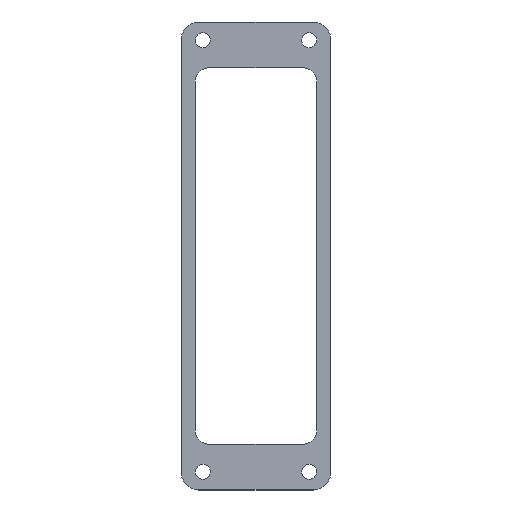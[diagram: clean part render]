
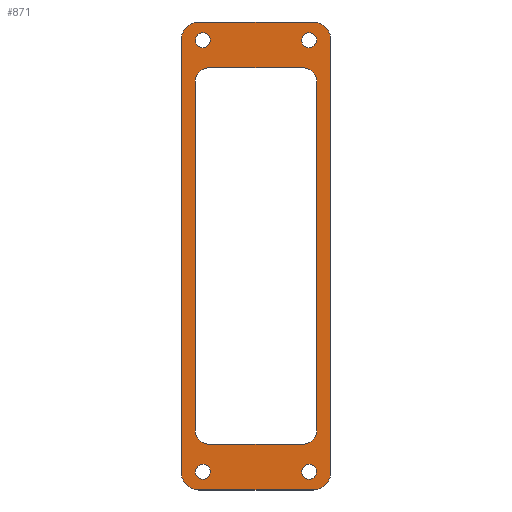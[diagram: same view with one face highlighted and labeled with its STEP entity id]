
A CAD part, top view. The second image highlights one B-rep face of the part: STEP entity #871.
In plain terms, the highlighted planar face has unit normal (0, 0, 1).
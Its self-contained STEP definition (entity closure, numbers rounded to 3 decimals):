
#62=AXIS2_PLACEMENT_3D('Circle Axis2P3D',#60,#61,$) ;
#87=AXIS2_PLACEMENT_3D('Circle Axis2P3D',#85,#86,$) ;
#128=AXIS2_PLACEMENT_3D('Circle Axis2P3D',#126,#127,$) ;
#146=AXIS2_PLACEMENT_3D('Circle Axis2P3D',#144,#145,$) ;
#187=AXIS2_PLACEMENT_3D('Circle Axis2P3D',#185,#186,$) ;
#205=AXIS2_PLACEMENT_3D('Circle Axis2P3D',#203,#204,$) ;
#246=AXIS2_PLACEMENT_3D('Circle Axis2P3D',#244,#245,$) ;
#264=AXIS2_PLACEMENT_3D('Circle Axis2P3D',#262,#263,$) ;
#323=AXIS2_PLACEMENT_3D('Circle Axis2P3D',#321,#322,$) ;
#355=AXIS2_PLACEMENT_3D('Circle Axis2P3D',#353,#354,$) ;
#451=AXIS2_PLACEMENT_3D('Circle Axis2P3D',#449,#450,$) ;
#483=AXIS2_PLACEMENT_3D('Circle Axis2P3D',#481,#482,$) ;
#561=AXIS2_PLACEMENT_3D('Circle Axis2P3D',#559,#560,$) ;
#657=AXIS2_PLACEMENT_3D('Circle Axis2P3D',#655,#656,$) ;
#689=AXIS2_PLACEMENT_3D('Circle Axis2P3D',#687,#688,$) ;
#776=AXIS2_PLACEMENT_3D('Circle Axis2P3D',#774,#775,$) ;
#833=AXIS2_PLACEMENT_3D('Plane Axis2P3D',#830,#831,#832) ;
#43=CARTESIAN_POINT('Vertex',(5.421,133.525,1.5)) ;
#57=CARTESIAN_POINT('Vertex',(7.579,137.475,1.5)) ;
#60=CARTESIAN_POINT('Axis2P3D Location',(6.5,135.5,1.5)) ;
#85=CARTESIAN_POINT('Axis2P3D Location',(6.5,135.5,1.5)) ;
#109=CARTESIAN_POINT('Vertex',(39.579,7.475,1.5)) ;
#123=CARTESIAN_POINT('Vertex',(37.421,3.525,1.5)) ;
#126=CARTESIAN_POINT('Axis2P3D Location',(38.5,5.5,1.5)) ;
#144=CARTESIAN_POINT('Axis2P3D Location',(38.5,5.5,1.5)) ;
#168=CARTESIAN_POINT('Vertex',(37.421,133.525,1.5)) ;
#182=CARTESIAN_POINT('Vertex',(39.579,137.475,1.5)) ;
#185=CARTESIAN_POINT('Axis2P3D Location',(38.5,135.5,1.5)) ;
#203=CARTESIAN_POINT('Axis2P3D Location',(38.5,135.5,1.5)) ;
#227=CARTESIAN_POINT('Vertex',(5.421,3.525,1.5)) ;
#241=CARTESIAN_POINT('Vertex',(7.579,7.475,1.5)) ;
#244=CARTESIAN_POINT('Axis2P3D Location',(6.5,5.5,1.5)) ;
#262=CARTESIAN_POINT('Axis2P3D Location',(6.5,5.5,1.5)) ;
#280=CARTESIAN_POINT('Line Origine',(45.,70.5,1.5)) ;
#284=CARTESIAN_POINT('Vertex',(45.,135.75,1.5)) ;
#286=CARTESIAN_POINT('Vertex',(45.,5.25,1.5)) ;
#321=CARTESIAN_POINT('Axis2P3D Location',(39.75,5.25,1.5)) ;
#325=CARTESIAN_POINT('Vertex',(39.75,0.,1.5)) ;
#353=CARTESIAN_POINT('Axis2P3D Location',(39.75,135.75,1.5)) ;
#357=CARTESIAN_POINT('Vertex',(39.75,141.,1.5)) ;
#385=CARTESIAN_POINT('Line Origine',(22.5,0.,1.5)) ;
#389=CARTESIAN_POINT('Vertex',(5.25,0.,1.5)) ;
#417=CARTESIAN_POINT('Line Origine',(22.5,141.,1.5)) ;
#421=CARTESIAN_POINT('Vertex',(5.25,141.,1.5)) ;
#449=CARTESIAN_POINT('Axis2P3D Location',(5.25,5.25,1.5)) ;
#453=CARTESIAN_POINT('Vertex',(0.,5.25,1.5)) ;
#481=CARTESIAN_POINT('Axis2P3D Location',(5.25,135.75,1.5)) ;
#485=CARTESIAN_POINT('Vertex',(0.,135.75,1.5)) ;
#513=CARTESIAN_POINT('Line Origine',(0.,70.5,1.5)) ;
#542=CARTESIAN_POINT('Vertex',(40.75,17.8,1.5)) ;
#556=CARTESIAN_POINT('Vertex',(36.75,13.8,1.5)) ;
#559=CARTESIAN_POINT('Axis2P3D Location',(36.75,17.8,1.5)) ;
#583=CARTESIAN_POINT('Vertex',(40.75,123.2,1.5)) ;
#591=CARTESIAN_POINT('Line Origine',(40.75,70.5,1.5)) ;
#620=CARTESIAN_POINT('Vertex',(8.25,13.8,1.5)) ;
#623=CARTESIAN_POINT('Line Origine',(22.5,13.8,1.5)) ;
#647=CARTESIAN_POINT('Vertex',(36.75,127.2,1.5)) ;
#655=CARTESIAN_POINT('Axis2P3D Location',(36.75,123.2,1.5)) ;
#684=CARTESIAN_POINT('Vertex',(4.25,17.8,1.5)) ;
#687=CARTESIAN_POINT('Axis2P3D Location',(8.25,17.8,1.5)) ;
#711=CARTESIAN_POINT('Vertex',(8.25,127.2,1.5)) ;
#719=CARTESIAN_POINT('Line Origine',(22.5,127.2,1.5)) ;
#748=CARTESIAN_POINT('Vertex',(4.25,123.2,1.5)) ;
#751=CARTESIAN_POINT('Line Origine',(4.25,70.5,1.5)) ;
#774=CARTESIAN_POINT('Axis2P3D Location',(8.25,123.2,1.5)) ;
#830=CARTESIAN_POINT('Axis2P3D Location',(22.5,70.5,1.5)) ;
#61=DIRECTION('Axis2P3D Direction',(0.,0.,-1.)) ;
#86=DIRECTION('Axis2P3D Direction',(0.,0.,-1.)) ;
#127=DIRECTION('Axis2P3D Direction',(0.,0.,-1.)) ;
#145=DIRECTION('Axis2P3D Direction',(0.,0.,-1.)) ;
#186=DIRECTION('Axis2P3D Direction',(0.,0.,-1.)) ;
#204=DIRECTION('Axis2P3D Direction',(0.,0.,-1.)) ;
#245=DIRECTION('Axis2P3D Direction',(0.,0.,-1.)) ;
#263=DIRECTION('Axis2P3D Direction',(0.,0.,-1.)) ;
#281=DIRECTION('Vector Direction',(0.,1.,0.)) ;
#322=DIRECTION('Axis2P3D Direction',(0.,0.,-1.)) ;
#354=DIRECTION('Axis2P3D Direction',(0.,0.,-1.)) ;
#386=DIRECTION('Vector Direction',(-1.,0.,0.)) ;
#418=DIRECTION('Vector Direction',(1.,0.,0.)) ;
#450=DIRECTION('Axis2P3D Direction',(0.,0.,-1.)) ;
#482=DIRECTION('Axis2P3D Direction',(0.,0.,-1.)) ;
#514=DIRECTION('Vector Direction',(0.,-1.,0.)) ;
#560=DIRECTION('Axis2P3D Direction',(0.,0.,-1.)) ;
#592=DIRECTION('Vector Direction',(0.,1.,0.)) ;
#624=DIRECTION('Vector Direction',(-1.,0.,0.)) ;
#656=DIRECTION('Axis2P3D Direction',(0.,0.,-1.)) ;
#688=DIRECTION('Axis2P3D Direction',(0.,0.,-1.)) ;
#720=DIRECTION('Vector Direction',(1.,0.,0.)) ;
#752=DIRECTION('Vector Direction',(0.,-1.,0.)) ;
#775=DIRECTION('Axis2P3D Direction',(0.,0.,-1.)) ;
#831=DIRECTION('Axis2P3D Direction',(0.,0.,-1.)) ;
#832=DIRECTION('Axis2P3D XDirection',(0.,1.,0.)) ;
#282=VECTOR('Line Direction',#281,1.) ;
#387=VECTOR('Line Direction',#386,1.) ;
#419=VECTOR('Line Direction',#418,1.) ;
#515=VECTOR('Line Direction',#514,1.) ;
#593=VECTOR('Line Direction',#592,1.) ;
#625=VECTOR('Line Direction',#624,1.) ;
#721=VECTOR('Line Direction',#720,1.) ;
#753=VECTOR('Line Direction',#752,1.) ;
#836=ORIENTED_EDGE('',*,*,#391,.F.) ;
#837=ORIENTED_EDGE('',*,*,#327,.F.) ;
#838=ORIENTED_EDGE('',*,*,#288,.F.) ;
#839=ORIENTED_EDGE('',*,*,#359,.F.) ;
#840=ORIENTED_EDGE('',*,*,#423,.F.) ;
#841=ORIENTED_EDGE('',*,*,#487,.F.) ;
#842=ORIENTED_EDGE('',*,*,#517,.F.) ;
#843=ORIENTED_EDGE('',*,*,#455,.F.) ;
#846=ORIENTED_EDGE('',*,*,#595,.T.) ;
#847=ORIENTED_EDGE('',*,*,#563,.T.) ;
#848=ORIENTED_EDGE('',*,*,#627,.T.) ;
#849=ORIENTED_EDGE('',*,*,#691,.T.) ;
#850=ORIENTED_EDGE('',*,*,#755,.T.) ;
#851=ORIENTED_EDGE('',*,*,#778,.T.) ;
#852=ORIENTED_EDGE('',*,*,#723,.T.) ;
#853=ORIENTED_EDGE('',*,*,#659,.T.) ;
#856=ORIENTED_EDGE('',*,*,#89,.T.) ;
#857=ORIENTED_EDGE('',*,*,#64,.T.) ;
#860=ORIENTED_EDGE('',*,*,#266,.T.) ;
#861=ORIENTED_EDGE('',*,*,#248,.T.) ;
#864=ORIENTED_EDGE('',*,*,#207,.T.) ;
#865=ORIENTED_EDGE('',*,*,#189,.T.) ;
#868=ORIENTED_EDGE('',*,*,#148,.T.) ;
#869=ORIENTED_EDGE('',*,*,#130,.T.) ;
#854=FACE_BOUND('',#845,.T.) ;
#858=FACE_BOUND('',#855,.T.) ;
#862=FACE_BOUND('',#859,.T.) ;
#866=FACE_BOUND('',#863,.T.) ;
#870=FACE_BOUND('',#867,.T.) ;
#871=ADVANCED_FACE('Hauptk\X2\00F6\X0\rper',(#844,#854,#858,#862,#866,#870),#834,.F.) ;
#63=CIRCLE('generated circle',#62,2.25) ;
#88=CIRCLE('generated circle',#87,2.25) ;
#129=CIRCLE('generated circle',#128,2.25) ;
#147=CIRCLE('generated circle',#146,2.25) ;
#188=CIRCLE('generated circle',#187,2.25) ;
#206=CIRCLE('generated circle',#205,2.25) ;
#247=CIRCLE('generated circle',#246,2.25) ;
#265=CIRCLE('generated circle',#264,2.25) ;
#324=CIRCLE('generated circle',#323,5.25) ;
#356=CIRCLE('generated circle',#355,5.25) ;
#452=CIRCLE('generated circle',#451,5.25) ;
#484=CIRCLE('generated circle',#483,5.25) ;
#562=CIRCLE('generated circle',#561,4.) ;
#658=CIRCLE('generated circle',#657,4.) ;
#690=CIRCLE('generated circle',#689,4.) ;
#777=CIRCLE('generated circle',#776,4.) ;
#64=EDGE_CURVE('',#44,#58,#63,.T.) ;
#89=EDGE_CURVE('',#58,#44,#88,.T.) ;
#130=EDGE_CURVE('',#110,#124,#129,.T.) ;
#148=EDGE_CURVE('',#124,#110,#147,.T.) ;
#189=EDGE_CURVE('',#169,#183,#188,.T.) ;
#207=EDGE_CURVE('',#183,#169,#206,.T.) ;
#248=EDGE_CURVE('',#228,#242,#247,.T.) ;
#266=EDGE_CURVE('',#242,#228,#265,.T.) ;
#288=EDGE_CURVE('',#285,#287,#283,.F.) ;
#327=EDGE_CURVE('',#287,#326,#324,.T.) ;
#359=EDGE_CURVE('',#358,#285,#356,.T.) ;
#391=EDGE_CURVE('',#326,#390,#388,.T.) ;
#423=EDGE_CURVE('',#422,#358,#420,.T.) ;
#455=EDGE_CURVE('',#390,#454,#452,.T.) ;
#487=EDGE_CURVE('',#486,#422,#484,.T.) ;
#517=EDGE_CURVE('',#454,#486,#516,.F.) ;
#563=EDGE_CURVE('',#543,#557,#562,.T.) ;
#595=EDGE_CURVE('',#584,#543,#594,.F.) ;
#627=EDGE_CURVE('',#557,#621,#626,.T.) ;
#659=EDGE_CURVE('',#648,#584,#658,.T.) ;
#691=EDGE_CURVE('',#621,#685,#690,.T.) ;
#723=EDGE_CURVE('',#712,#648,#722,.T.) ;
#755=EDGE_CURVE('',#685,#749,#754,.F.) ;
#778=EDGE_CURVE('',#749,#712,#777,.T.) ;
#835=EDGE_LOOP('',(#836,#837,#838,#839,#840,#841,#842,#843)) ;
#845=EDGE_LOOP('',(#846,#847,#848,#849,#850,#851,#852,#853)) ;
#855=EDGE_LOOP('',(#856,#857)) ;
#859=EDGE_LOOP('',(#860,#861)) ;
#863=EDGE_LOOP('',(#864,#865)) ;
#867=EDGE_LOOP('',(#868,#869)) ;
#844=FACE_OUTER_BOUND('',#835,.T.) ;
#283=LINE('Line',#280,#282) ;
#388=LINE('Line',#385,#387) ;
#420=LINE('Line',#417,#419) ;
#516=LINE('Line',#513,#515) ;
#594=LINE('Line',#591,#593) ;
#626=LINE('Line',#623,#625) ;
#722=LINE('Line',#719,#721) ;
#754=LINE('Line',#751,#753) ;
#834=PLANE('',#833) ;
#44=VERTEX_POINT('',#43) ;
#58=VERTEX_POINT('',#57) ;
#110=VERTEX_POINT('',#109) ;
#124=VERTEX_POINT('',#123) ;
#169=VERTEX_POINT('',#168) ;
#183=VERTEX_POINT('',#182) ;
#228=VERTEX_POINT('',#227) ;
#242=VERTEX_POINT('',#241) ;
#285=VERTEX_POINT('',#284) ;
#287=VERTEX_POINT('',#286) ;
#326=VERTEX_POINT('',#325) ;
#358=VERTEX_POINT('',#357) ;
#390=VERTEX_POINT('',#389) ;
#422=VERTEX_POINT('',#421) ;
#454=VERTEX_POINT('',#453) ;
#486=VERTEX_POINT('',#485) ;
#543=VERTEX_POINT('',#542) ;
#557=VERTEX_POINT('',#556) ;
#584=VERTEX_POINT('',#583) ;
#621=VERTEX_POINT('',#620) ;
#648=VERTEX_POINT('',#647) ;
#685=VERTEX_POINT('',#684) ;
#712=VERTEX_POINT('',#711) ;
#749=VERTEX_POINT('',#748) ;
